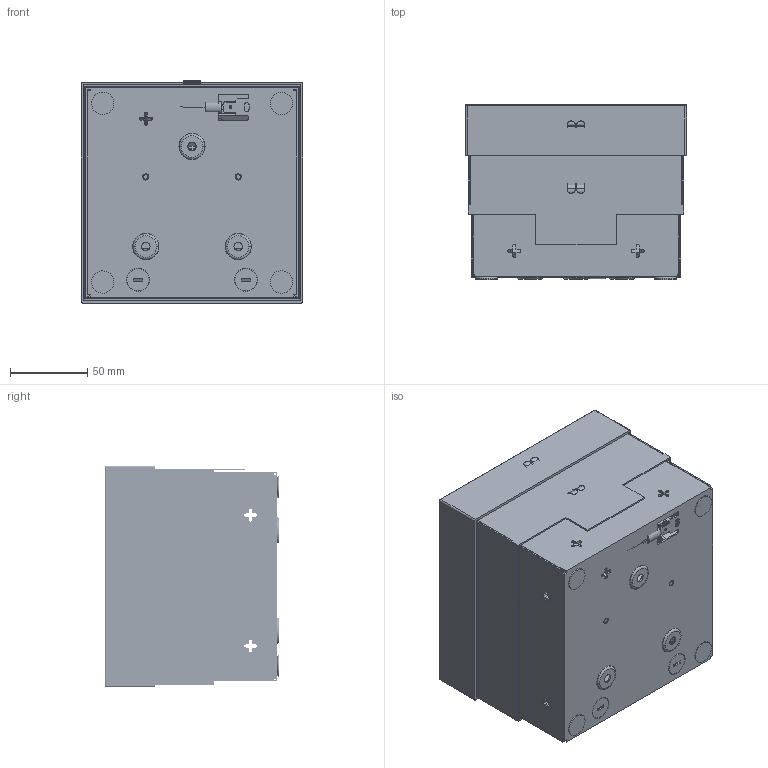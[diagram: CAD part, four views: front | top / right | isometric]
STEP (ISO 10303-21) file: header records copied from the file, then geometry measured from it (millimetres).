
FILE_DESCRIPTION (( 'STEP AP214' ), '1' );
FILE_NAME ('7368332.STEP', '2020-02-14T14:05:37', ( '' ), ( '' ), 'SwSTEP 2.0', 'SolidWorks 2018', '' );
FILE_SCHEMA (( 'AUTOMOTIVE_DESIGN' ));
Length unit declared in the file: millimetre
Products named in the file (48): P_39410286_2_Standard; 42576c_Standard; 121661_39412572 (Edelstahl); 044409_Standard; 121679_39412574 (Edelstahl); 134251_Standard; 132892_39412594 (f〉 Griffb“el, vernickelt); 044022_NF; 044025_Standard; 127071; 05052808_Standard; P_39410282_13_Standard; 071463_Standard; 127291; 132893_39412596 (Griffb“el, VA); P_39410282_12_Standard; 7368332; 044043_Standard; 120937_abgebogener Erdungsanschluss; 132771_Standard; P_39410286_1_Standard; 047861_Standard; 099620_35mm f〉 Schnurrausl. GE2V; 52058G8_Standard; 120953_Standard; 42389C_Einbausituation GE2; 136471; 121005_39412560 T1 (Edelstahl); 047863_Standard; 127272_Standard; P_39410286_3_Standard; 077661_Standard; 121682; 044050_Standard; 136932; 132772_Standard; 093900_Standard; 35104390_Standard; P_4038207_1_Standard; P_40949508_6_Standard ...
Assembly tree (69 placements, depth 5):
  7368332
    133671_abgebogener Erdungsanschluss
      120937_abgebogener Erdungsanschluss
      127071
      127291
    121007_39412560 (Edelstahl)
      120953_Standard
      121005_39412560 T1 (Edelstahl)
      42389C_Einbausituation GE2  x4
    121682
      121661_39412572 (Edelstahl)
      121678
      121679_39412574 (Edelstahl)
        121679T1_39412574 (Edelstah)
        05052808_Standard  x2
        P_4038207_1_Standard
      132772_Standard
        132892_39412594 (f〉 Griffb“el, vernickelt)
        099620_35mm f〉 Schnurrausl. GE2V  x2
        132893_39412596 (Griffb“el, VA)
        132771_Standard
        134251_Standard
      35104390_Standard  x2
      42576c_Standard  x4
      35011900_mit Selbstsichrungseinsatz  x2
      P_39411020_1_Standard
      134251_Standard
      P_40949508_6_Standard
    127272_Standard
    136471
    136932
    52058G8_Standard  x4
    35104466_Standard  x4
    P_39411020_1_Standard
    P_39410282_13_Standard
      P_39410282_12_Standard
      P_39410286_3_Standard
        P_39410286_1_Standard
        P_39410286_2_Standard
    044409_Standard
      077661_Standard
        044043_Standard
        044050_Standard  x2
        093900_Standard  x2
          047863_Standard
          071463_Standard
      047861_Standard
        044022_NF
        044025_Standard  x2
    157654
Bounding box: 143.5 x 113.5 x 144.36 mm (x, y, z)
Volume: 395471.7 mm3; surface area: 544700.6 mm2
Topology: 62 solids, 62 shells, 4388 faces, 11156 edges, 6903 vertices
Faces by surface type: plane 2118, cylinder 1235, bspline 536, torus 197, sphere 156, cone 146
Entity records: 111506 total; most frequent: CARTESIAN_POINT 31573, ORIENTED_EDGE 15634, DIRECTION 14475, EDGE_CURVE 7817, VECTOR 5007, LINE 5007, VERTEX_POINT 4955, AXIS2_PLACEMENT_3D 4734
